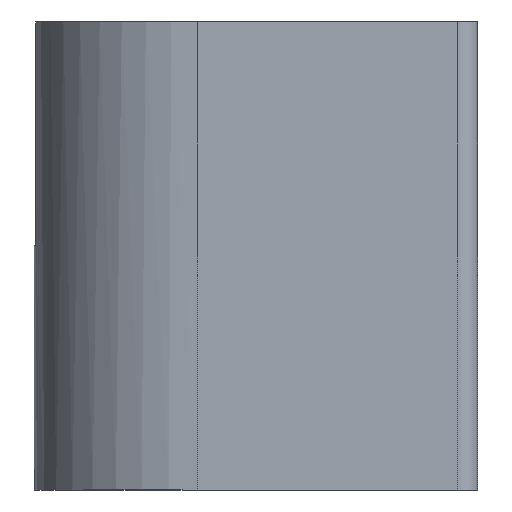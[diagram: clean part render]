
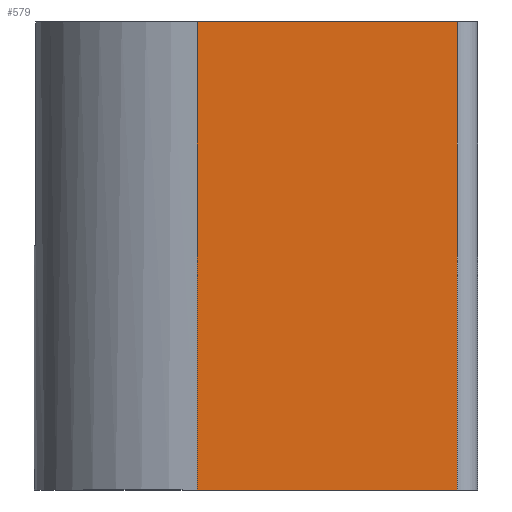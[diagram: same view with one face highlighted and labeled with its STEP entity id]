
A CAD part, left-side view. The second image highlights one B-rep face of the part: STEP entity #579.
In plain terms, the highlighted planar face has unit normal (-1, 0, 0).
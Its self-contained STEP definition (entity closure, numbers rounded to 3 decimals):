
#44=PLANE('',#646);
#73=FACE_OUTER_BOUND('',#102,.T.);
#102=EDGE_LOOP('',(#542,#543,#544,#545));
#113=LINE('',#892,#174);
#119=LINE('',#906,#180);
#138=LINE('',#956,#199);
#152=LINE('',#989,#213);
#174=VECTOR('',#682,10.);
#180=VECTOR('',#694,10.);
#199=VECTOR('',#733,0.5);
#213=VECTOR('',#759,10.);
#261=VERTEX_POINT('',#889);
#262=VERTEX_POINT('',#891);
#267=VERTEX_POINT('',#905);
#288=VERTEX_POINT('',#955);
#321=EDGE_CURVE('',#261,#262,#113,.T.);
#328=EDGE_CURVE('',#262,#267,#119,.T.);
#353=EDGE_CURVE('',#267,#288,#138,.T.);
#371=EDGE_CURVE('',#288,#261,#152,.T.);
#542=ORIENTED_EDGE('',*,*,#321,.F.);
#543=ORIENTED_EDGE('',*,*,#371,.F.);
#544=ORIENTED_EDGE('',*,*,#353,.F.);
#545=ORIENTED_EDGE('',*,*,#328,.F.);
#579=ADVANCED_FACE('',(#73),#44,.T.);
#646=AXIS2_PLACEMENT_3D('',#1017,#801,#802);
#682=DIRECTION('',(0.,0.,1.));
#694=DIRECTION('',(0.,-1.,0.));
#733=DIRECTION('',(0.,0.,-1.));
#759=DIRECTION('',(0.,1.,0.));
#801=DIRECTION('center_axis',(-1.,0.,0.));
#802=DIRECTION('ref_axis',(0.,0.,1.));
#889=CARTESIAN_POINT('',(-6.5,3.,-5.75));
#891=CARTESIAN_POINT('',(-6.5,3.,5.75));
#892=CARTESIAN_POINT('',(-6.5,3.,-2.875));
#905=CARTESIAN_POINT('',(-6.5,-3.393,5.75));
#906=CARTESIAN_POINT('',(-6.5,0.,5.75));
#955=CARTESIAN_POINT('',(-6.5,-3.393,-5.75));
#956=CARTESIAN_POINT('',(-6.5,-3.393,-2.875));
#989=CARTESIAN_POINT('',(-6.5,0.,-5.75));
#1017=CARTESIAN_POINT('Origin',(-6.5,0.,-5.75));
